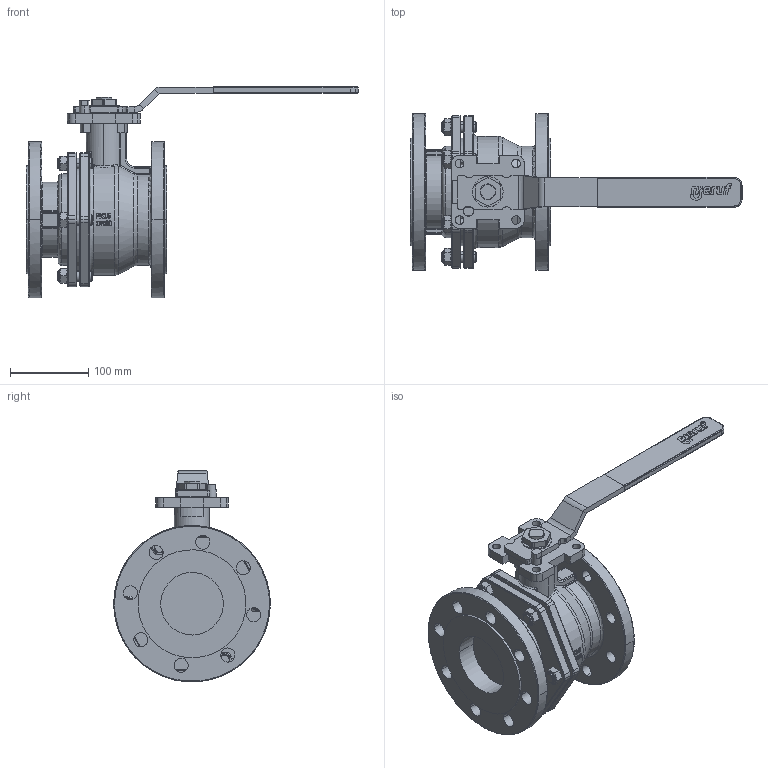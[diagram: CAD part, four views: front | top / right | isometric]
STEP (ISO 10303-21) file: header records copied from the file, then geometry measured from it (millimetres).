
FILE_DESCRIPTION(('HOOPS Exchange Step'),'2;1');
FILE_NAME('FK0600_DN80.stp','2025-08-04T13:21:00+02:00',('nieru'),('Unknown organisation'),'HOOPS Exchange 2024.2','HOOPS Exchange','Unknown authorisation');
FILE_SCHEMA( ('AP203_CONFIGURATION_CONTROLLED_3D_DESIGN_OF_MECHANICAL_PARTS_AND_ASSEMBLIES_MIM_LF') );
Length unit declared in the file: millimetre
Products named in the file (2): 0; root
Assembly tree (1 placements, depth 2):
  root
    0
Bounding box: 424.5 x 200 x 270.55 mm (x, y, z)
Volume: 3226565.6 mm3; surface area: 322216.7 mm2
Topology: 1 solids, 1 shells, 963 faces, 2501 edges, 1593 vertices
Faces by surface type: cylinder 339, plane 285, bspline 215, torus 72, cone 50, sphere 2
Entity records: 100552 total; most frequent: CARTESIAN_POINT 79829, ORIENTED_EDGE 4998, DIRECTION 2884, EDGE_CURVE 2499, VERTEX_POINT 1592, B_SPLINE_CURVE_WITH_KNOTS 1212, EDGE_LOOP 1071, FACE_BOUND 1071
